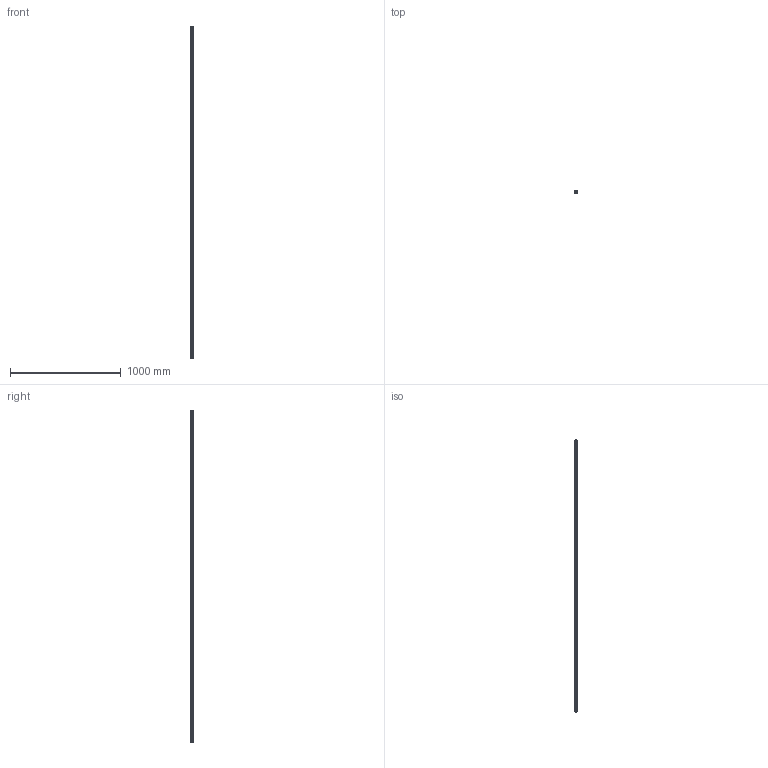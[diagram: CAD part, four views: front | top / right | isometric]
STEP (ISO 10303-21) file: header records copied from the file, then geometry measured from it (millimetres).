
FILE_DESCRIPTION (( 'STEP AP203' ), '1' );
FILE_NAME ('6980.step', '2021-12-22T10:28:30', ( '' ), ( '' ), 'SwSTEP 2.0', 'SolidWorks 2018', '' );
FILE_SCHEMA (( 'CONFIG_CONTROL_DESIGN' ));
Length unit declared in the file: millimetre
Products named in the file (2): 6980
Bounding box: 20 x 20 x 3000 mm (x, y, z)
Volume: 402403.2 mm3; surface area: 408268.2 mm2
Topology: 1 solids, 1 shells, 2394 faces, 5912 edges, 3540 vertices
Faces by surface type: cylinder 1106, torus 1104, plane 92, bspline 92
Entity records: 139513 total; most frequent: CARTESIAN_POINT 90570, ORIENTED_EDGE 11824, DIRECTION 7152, EDGE_CURVE 5912, VERTEX_POINT 3540, B_SPLINE_CURVE_WITH_KNOTS 3388, LINE 2504, VECTOR 2504
